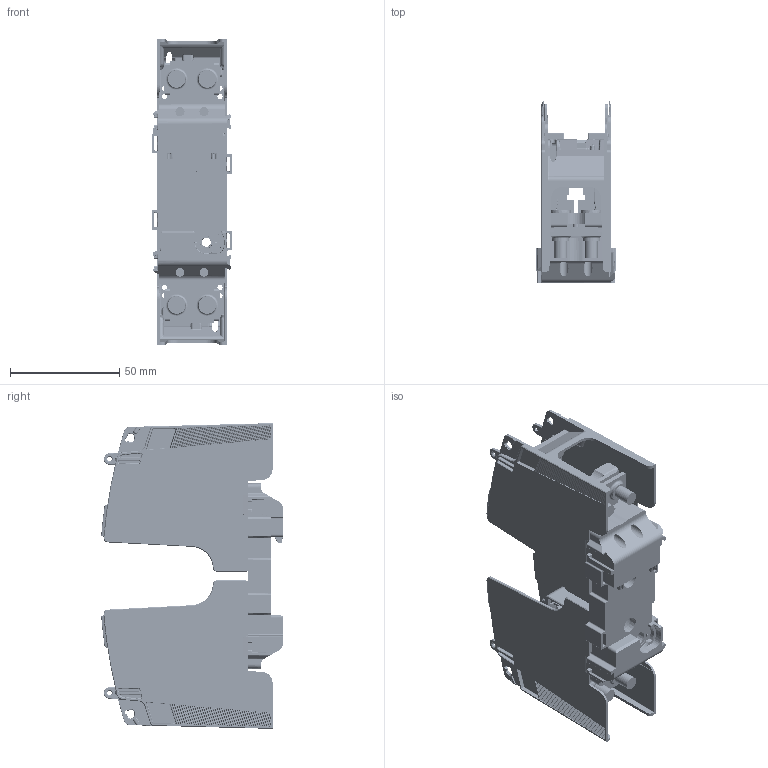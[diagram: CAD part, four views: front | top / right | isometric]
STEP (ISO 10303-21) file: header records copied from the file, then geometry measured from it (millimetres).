
FILE_DESCRIPTION((''),'2;1');
FILE_NAME('004121300_PT00_M8-M8_1P_ASM','2023-10-24T14:52:48',('klemen.sitar'),('Audax d.o.o.'),'CREO PARAMETRIC BY PTC INC, 2021304','CREO PARAMETRIC BY PTC INC, 2021304','');
FILE_SCHEMA(('AP242_MANAGED_MODEL_BASED_3D_ENGINEERING_MIM_LF { 1 0 10303 442 1 1 4 }'));
Products named in the file (26): PRT0002; ASM9802_ASM_1_ASM; 004129020_PZP_PT_00-1_ASM; PLASTIC_ASM; BASE_V2_1_1_2_1_1_1_1_2_3_4_5_7; ETI_LOGO_9_9X5_78MM_1_1_2_3___1; ETI_LOGO_9_9X5_78MM_1_1_2_3___2; ETI_LOGO_9_9X5_78MM_1_1_2_3___3; ETI_LOGO_9_9X5_78MM_1_1_2_3__12_ASM; 0000031005_1_1_1; 0000031003_1_1_1; 0000032833_1_1_1; 0000046562_1_1_1; 0000031005_1_1_1_1_1_1_2; 0000031003_1_1_1_1_1_1_2; 0000032833_1_1_1_1_1_1_2; 0000046562_1_1_1_1_1_1_2; 0000046519_1_1_1_1_2; 0000046559_1_1_2_1_1_1_2; 0000031008_AF0_1_1_2_1_1; 0000031008_AF1_1_1_2_1_1_1_2; 002_004121301_ASM_1_ASM_1_ASM; 004121301_PT00_2M6-2M6_1P_ASM_1_ASM; 004121300_PT00_M8-M8_1P_ASM_1_5_ASM; ASM0006_ASM; 004121300_PT00_M8-M8_1P_ASM
Assembly tree (34 placements, depth 6):
  004121300_PT00_M8-M8_1P_ASM
    PLASTIC_ASM
      PRT0002  x2
      004129020_PZP_PT_00-1_ASM
        ASM9802_ASM_1_ASM
    ASM0006_ASM
      004121300_PT00_M8-M8_1P_ASM_1_5_ASM
        BASE_V2_1_1_2_1_1_1_1_2_3_4_5_7
        ETI_LOGO_9_9X5_78MM_1_1_2_3__12_ASM
          ETI_LOGO_9_9X5_78MM_1_1_2_3___1
          ETI_LOGO_9_9X5_78MM_1_1_2_3___2
          ETI_LOGO_9_9X5_78MM_1_1_2_3___3
        004121301_PT00_2M6-2M6_1P_ASM_1_ASM
          002_004121301_ASM_1_ASM_1_ASM
            0000031005_1_1_1
            0000031003_1_1_1
            0000032833_1_1_1  x2
            0000046562_1_1_1  x2
            0000031005_1_1_1_1_1_1_2
            0000031003_1_1_1_1_1_1_2
            0000032833_1_1_1_1_1_1_2  x2
            0000046562_1_1_1_1_1_1_2  x2
            0000046519_1_1_1_1_2  x2
            0000046559_1_1_2_1_1_1_2  x4
            0000031008_AF0_1_1_2_1_1
            0000031008_AF1_1_1_2_1_1_1_2
Bounding box: 37 x 83.14 x 139.97 mm (x, y, z)
Volume: 45481.6 mm3; surface area: 83338.5 mm2
Topology: 24 solids, 57 shells, 5741 faces, 14996 edges, 9164 vertices
Faces by surface type: cylinder 2035, plane 1876, bspline 924, torus 481, cone 274, sphere 124, extrusion 26, revolution 1
Entity records: 188352 total; most frequent: CARTESIAN_POINT 61214, ORIENTED_EDGE 18618, DIRECTION 15260, EDGE_CURVE 9328, PRESENTATION_STYLE_ASSIGNMENT 9108, STYLED_ITEM 9108, VERTEX_POINT 5750, CURVE_STYLE 5658
